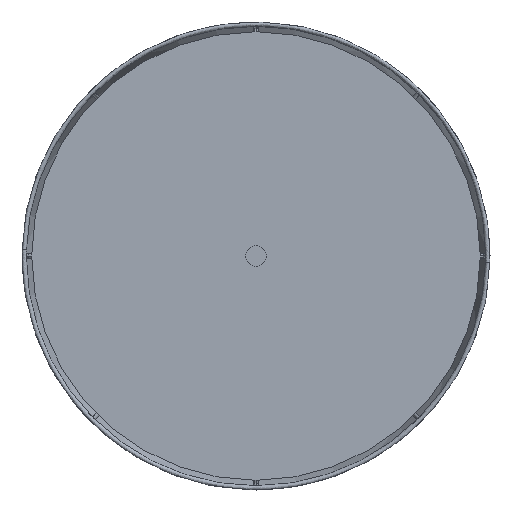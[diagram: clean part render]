
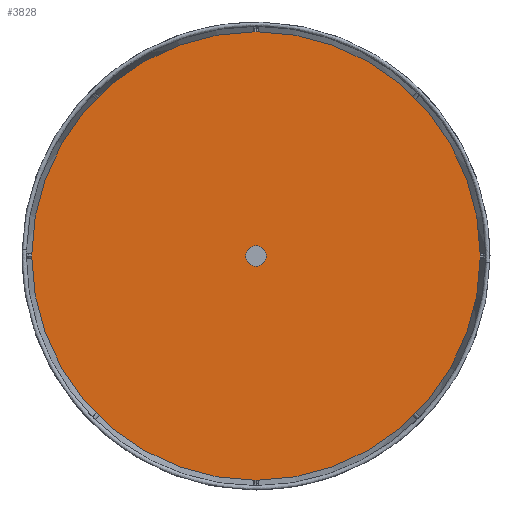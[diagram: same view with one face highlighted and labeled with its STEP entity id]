
A CAD part, front view. The second image highlights one B-rep face of the part: STEP entity #3828.
In plain terms, the highlighted planar face has unit normal (0, -1, 0).
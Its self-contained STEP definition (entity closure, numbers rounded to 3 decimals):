
#330 = DIRECTION ( 'NONE',  ( 0., 1., 0. ) ) ;
#368 = EDGE_CURVE ( 'NONE', #10512, #2220, #8613, .T. ) ;
#709 = DIRECTION ( 'NONE',  ( 0., 1., 0. ) ) ;
#1394 = AXIS2_PLACEMENT_3D ( 'NONE', #7458, #709, #8625 ) ;
#1535 = ORIENTED_EDGE ( 'NONE', *, *, #368, .F. ) ;
#1640 = EDGE_LOOP ( 'NONE', ( #11652, #6678 ) ) ;
#1653 = DIRECTION ( 'NONE',  ( 0., 0., -1. ) ) ;
#1667 = DIRECTION ( 'NONE',  ( 0., 1., 0. ) ) ;
#1686 = CARTESIAN_POINT ( 'NONE',  ( 0., -2., 0. ) ) ;
#2220 = VERTEX_POINT ( 'NONE', #13901 ) ;
#3794 = AXIS2_PLACEMENT_3D ( 'NONE', #7089, #330, #8225 ) ;
#3828 = ADVANCED_FACE ( 'NONE', ( #10188, #7147 ), #7006, .F. ) ;
#4118 = CIRCLE ( 'NONE', #3794, 7.5 ) ;
#4481 = CIRCLE ( 'NONE', #1394, 7.5 ) ;
#4932 = EDGE_CURVE ( 'NONE', #2220, #10512, #11984, .T. ) ;
#5125 = AXIS2_PLACEMENT_3D ( 'NONE', #8330, #8378, #8428 ) ;
#6678 = ORIENTED_EDGE ( 'NONE', *, *, #9054, .T. ) ;
#6922 = DIRECTION ( 'NONE',  ( 0., 0., 1. ) ) ;
#6957 = DIRECTION ( 'NONE',  ( 0., 1., 0. ) ) ;
#7006 = PLANE ( 'NONE',  #7618 ) ;
#7089 = CARTESIAN_POINT ( 'NONE',  ( 0., -2., 0. ) ) ;
#7147 = FACE_BOUND ( 'NONE', #1640, .T. ) ;
#7458 = CARTESIAN_POINT ( 'NONE',  ( 0., -2., 0. ) ) ;
#7618 = AXIS2_PLACEMENT_3D ( 'NONE', #9694, #6957, #6922 ) ;
#7855 = VERTEX_POINT ( 'NONE', #14292 ) ;
#8216 = EDGE_LOOP ( 'NONE', ( #1535, #11000 ) ) ;
#8225 = DIRECTION ( 'NONE',  ( 0., 0., -1. ) ) ;
#8330 = CARTESIAN_POINT ( 'NONE',  ( 0., -2., 0. ) ) ;
#8378 = DIRECTION ( 'NONE',  ( 0., 1., 0. ) ) ;
#8428 = DIRECTION ( 'NONE',  ( 0., 0., -1. ) ) ;
#8613 = CIRCLE ( 'NONE', #5125, 271. ) ;
#8625 = DIRECTION ( 'NONE',  ( 0., 0., -1. ) ) ;
#9054 = EDGE_CURVE ( 'NONE', #11744, #7855, #4118, .T. ) ;
#9277 = EDGE_CURVE ( 'NONE', #7855, #11744, #4481, .T. ) ;
#9458 = CARTESIAN_POINT ( 'NONE',  ( 0., -2., 7.5 ) ) ;
#9694 = CARTESIAN_POINT ( 'NONE',  ( 0., -2., 0. ) ) ;
#10188 = FACE_OUTER_BOUND ( 'NONE', #8216, .T. ) ;
#10512 = VERTEX_POINT ( 'NONE', #14059 ) ;
#11000 = ORIENTED_EDGE ( 'NONE', *, *, #4932, .F. ) ;
#11652 = ORIENTED_EDGE ( 'NONE', *, *, #9277, .T. ) ;
#11744 = VERTEX_POINT ( 'NONE', #9458 ) ;
#11984 = CIRCLE ( 'NONE', #12883, 271. ) ;
#12883 = AXIS2_PLACEMENT_3D ( 'NONE', #1686, #1667, #1653 ) ;
#13901 = CARTESIAN_POINT ( 'NONE',  ( 0., -2., 271. ) ) ;
#14059 = CARTESIAN_POINT ( 'NONE',  ( 0., -2., -271. ) ) ;
#14292 = CARTESIAN_POINT ( 'NONE',  ( 0., -2., -7.5 ) ) ;
